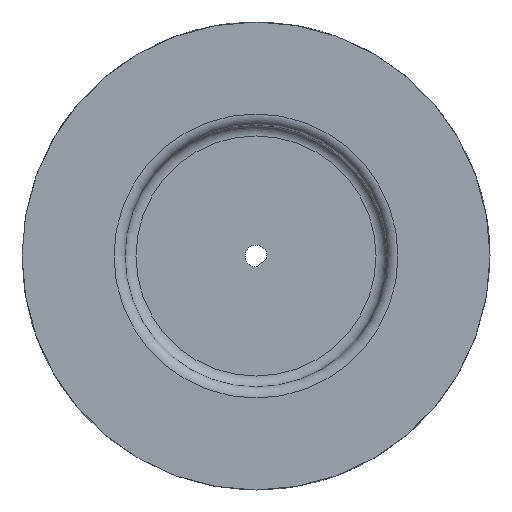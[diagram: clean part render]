
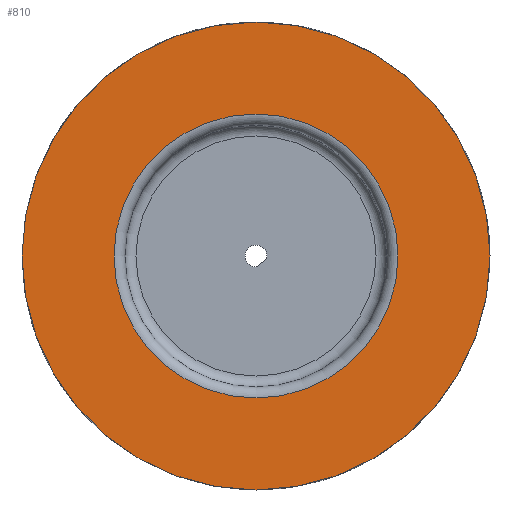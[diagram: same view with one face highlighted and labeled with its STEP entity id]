
A CAD part, front view. The second image highlights one B-rep face of the part: STEP entity #810.
In plain terms, the highlighted planar face has unit normal (0, -1, 0).
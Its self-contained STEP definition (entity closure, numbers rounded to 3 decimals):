
#84=FACE_BOUND('',#157,.T.);
#88=PLANE('',#913);
#107=FACE_OUTER_BOUND('',#156,.T.);
#156=EDGE_LOOP('',(#594));
#157=EDGE_LOOP('',(#595));
#239=CIRCLE('',#908,32.411);
#243=CIRCLE('',#914,53.411);
#349=VERTEX_POINT('',#1477);
#352=VERTEX_POINT('',#1488);
#444=EDGE_CURVE('',#349,#349,#239,.T.);
#449=EDGE_CURVE('',#352,#352,#243,.T.);
#594=ORIENTED_EDGE('',*,*,#449,.F.);
#595=ORIENTED_EDGE('',*,*,#444,.F.);
#810=ADVANCED_FACE('',(#107,#84),#88,.F.);
#908=AXIS2_PLACEMENT_3D('',#1479,#1093,#1094);
#913=AXIS2_PLACEMENT_3D('',#1487,#1104,#1105);
#914=AXIS2_PLACEMENT_3D('',#1489,#1106,#1107);
#1093=DIRECTION('center_axis',(0.,-1.,0.));
#1094=DIRECTION('ref_axis',(1.,0.,0.));
#1104=DIRECTION('center_axis',(0.,1.,0.));
#1105=DIRECTION('ref_axis',(1.,0.,0.));
#1106=DIRECTION('center_axis',(0.,1.,0.));
#1107=DIRECTION('ref_axis',(1.,0.,0.));
#1477=CARTESIAN_POINT('',(171.15,0.,11.261));
#1479=CARTESIAN_POINT('Origin',(171.15,0.,-21.15));
#1487=CARTESIAN_POINT('Origin',(171.15,0.,-21.15));
#1488=CARTESIAN_POINT('',(117.74,0.,-21.15));
#1489=CARTESIAN_POINT('Origin',(171.15,0.,-21.15));
